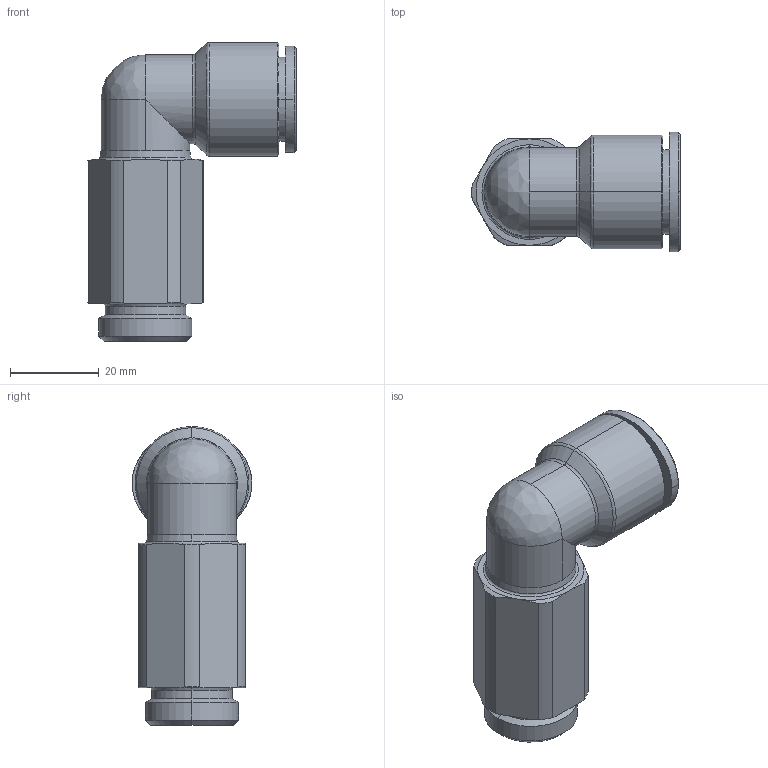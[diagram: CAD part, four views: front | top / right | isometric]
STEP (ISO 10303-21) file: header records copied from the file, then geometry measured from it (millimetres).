
FILE_DESCRIPTION (( 'STEP AP214' ), '1' );
FILE_NAME ('PLL16-G04.stp', '2015-09-11T14:51:37', ( '' ), ( '' ), 'SwSTEP 2.0', 'SolidWorks 2015', '' );
FILE_SCHEMA (( 'AUTOMOTIVE_DESIGN' ));
Length unit declared in the file: millimetre
Products named in the file (2): ｦ+ﾃｦ1; PLL16-G04
Assembly tree (1 placements, depth 2):
  PLL16-G04
    ｦ+ﾃｦ1
Bounding box: 47 x 27 x 67.4 mm (x, y, z)
Volume: 25801.9 mm3; surface area: 11028.2 mm2
Topology: 1 solids, 1 shells, 293 faces, 796 edges, 520 vertices
Faces by surface type: plane 192, bspline 33, cone 33, cylinder 31, torus 4
Entity records: 11001 total; most frequent: CARTESIAN_POINT 3069, ORIENTED_EDGE 1586, DIRECTION 1337, EDGE_CURVE 793, LINE 585, VECTOR 585, VERTEX_POINT 520, AXIS2_PLACEMENT_3D 376
